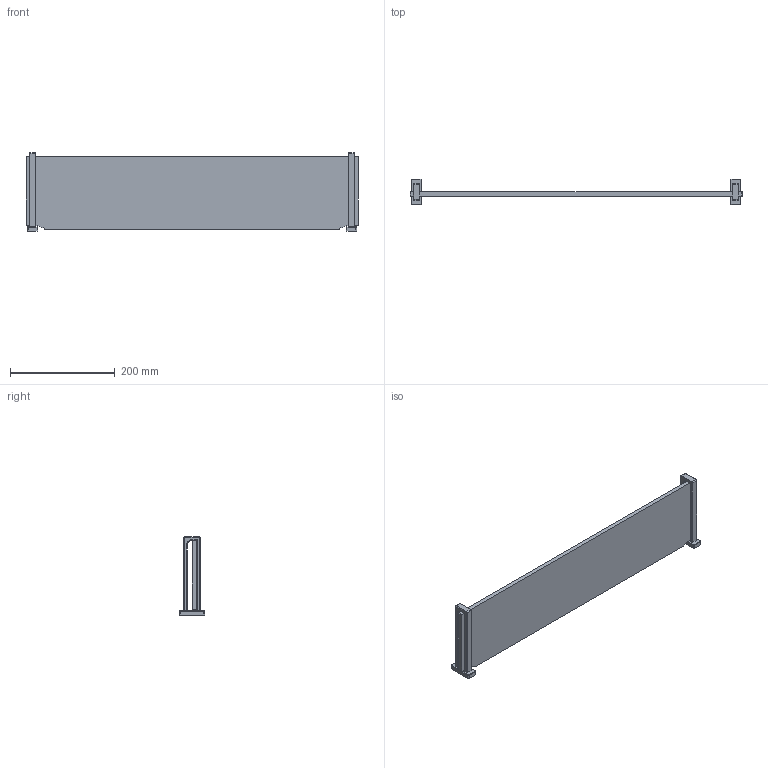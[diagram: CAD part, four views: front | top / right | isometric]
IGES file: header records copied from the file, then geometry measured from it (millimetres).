
Start section:  PTC IGES file: 3018t-24.igs
Global section: file name: 3018t-24.igs; native system: Creo Parametric by PTC Inc.; preprocessor: 2018400; author: jinson.thomas; organization: Unknown; date: 20211220.112737; units: inch
Bounding box: 635 x 48.11 x 149.94 mm (x, y, z)
Volume: 765645.3 mm3; surface area: 216051.5 mm2
Topology: 1 solids, 1 shells, 118 faces, 300 edges, 184 vertices
Faces by surface type: revolution 80, bspline 38
